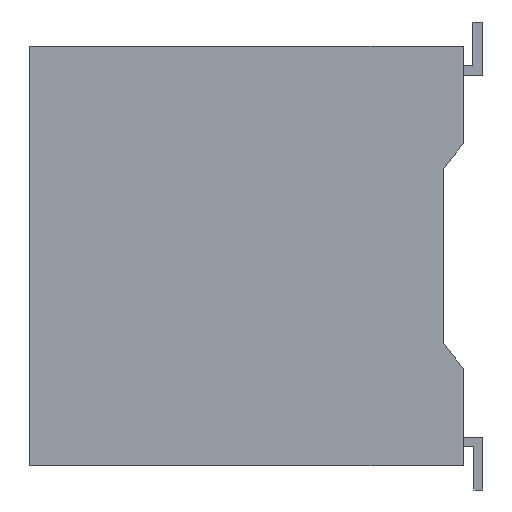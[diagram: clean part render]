
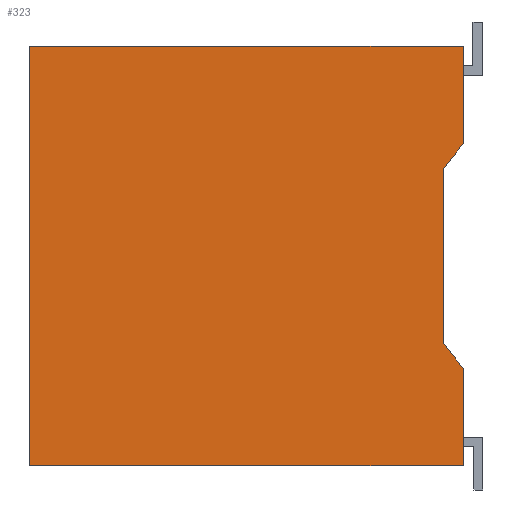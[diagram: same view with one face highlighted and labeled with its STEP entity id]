
A CAD part, left-side view. The second image highlights one B-rep face of the part: STEP entity #323.
In plain terms, the highlighted planar face has unit normal (-1, 0, 0).
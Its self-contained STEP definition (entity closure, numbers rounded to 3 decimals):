
#22 = ORIENTED_EDGE ( 'NONE', *, *, #2507, .T. ) ;
#323 = ADVANCED_FACE ( 'NONE', ( #1700 ), #1701, .T. ) ;
#426 = CARTESIAN_POINT ( 'NONE',  ( -2.38, 0.8, -5.95 ) ) ;
#530 = CARTESIAN_POINT ( 'NONE',  ( -2.38, 0.4, -6.45 ) ) ;
#540 = EDGE_CURVE ( 'NONE', #2582, #2496, #1840, .T. ) ;
#563 = LINE ( 'NONE', #564, #565 ) ;
#564 = CARTESIAN_POINT ( 'NONE',  ( -2.38, 0.4, 0.15 ) ) ;
#565 = VECTOR ( 'NONE', #566, 1000. ) ;
#566 = DIRECTION ( 'NONE',  ( 0., 1., 0. ) ) ;
#606 = CARTESIAN_POINT ( 'NONE',  ( -2.38, 0.8, -2.35 ) ) ;
#795 = CARTESIAN_POINT ( 'NONE',  ( -2.38, 0.4, -8.45 ) ) ;
#862 = LINE ( 'NONE', #863, #864 ) ;
#863 = CARTESIAN_POINT ( 'NONE',  ( -2.38, 0.4, 0.15 ) ) ;
#864 = VECTOR ( 'NONE', #865, 1000. ) ;
#865 = DIRECTION ( 'NONE',  ( 0., 0., 1. ) ) ;
#1130 = LINE ( 'NONE', #1131, #1132 ) ;
#1131 = CARTESIAN_POINT ( 'NONE',  ( -2.38, 0.4, -6.45 ) ) ;
#1132 = VECTOR ( 'NONE', #1133, 1000. ) ;
#1133 = DIRECTION ( 'NONE',  ( 0., 0.625, 0.781 ) ) ;
#1163 = EDGE_CURVE ( 'NONE', #1843, #2709, #2171, .T. ) ;
#1239 = CARTESIAN_POINT ( 'NONE',  ( -2.38, 9.3, -8.45 ) ) ;
#1548 = CARTESIAN_POINT ( 'NONE',  ( -2.38, 9.3, 0.15 ) ) ;
#1686 = CARTESIAN_POINT ( 'NONE',  ( -2.38, 0.4, -1.85 ) ) ;
#1694 = CARTESIAN_POINT ( 'NONE',  ( -2.38, 0.4, 0.15 ) ) ;
#1700 = FACE_OUTER_BOUND ( 'NONE', #1807, .T. ) ;
#1701 = PLANE ( 'NONE',  #1702 ) ;
#1702 = AXIS2_PLACEMENT_3D ( 'NONE', #1703, #1704, #1708 ) ;
#1703 = CARTESIAN_POINT ( 'NONE',  ( -2.38, 0.4, 0.15 ) ) ;
#1704 = DIRECTION ( 'NONE',  ( -1., 0., 0. ) ) ;
#1708 = DIRECTION ( 'NONE',  ( 0., 0., 1. ) ) ;
#1807 = EDGE_LOOP ( 'NONE', ( #2944, #2656, #22, #2608, #2850, #2798, #2864, #2699 ) ) ;
#1840 = LINE ( 'NONE', #1841, #1842 ) ;
#1841 = CARTESIAN_POINT ( 'NONE',  ( -2.38, 0.4, 0.15 ) ) ;
#1842 = VECTOR ( 'NONE', #1845, 1000. ) ;
#1843 = VERTEX_POINT ( 'NONE', #1239 ) ;
#1845 = DIRECTION ( 'NONE',  ( 0., 0., 1. ) ) ;
#2124 = LINE ( 'NONE', #2125, #2126 ) ;
#2125 = CARTESIAN_POINT ( 'NONE',  ( -2.38, 0.8, -2.35 ) ) ;
#2126 = VECTOR ( 'NONE', #2127, 1000. ) ;
#2127 = DIRECTION ( 'NONE',  ( 0., 0., 1. ) ) ;
#2171 = LINE ( 'NONE', #2172, #2173 ) ;
#2172 = CARTESIAN_POINT ( 'NONE',  ( -2.38, 9.3, 0.15 ) ) ;
#2173 = VECTOR ( 'NONE', #2174, 1000. ) ;
#2174 = DIRECTION ( 'NONE',  ( 0., 0., 1. ) ) ;
#2198 = LINE ( 'NONE', #2199, #2204 ) ;
#2199 = CARTESIAN_POINT ( 'NONE',  ( -2.38, 0.4, -8.45 ) ) ;
#2204 = VECTOR ( 'NONE', #2205, 1000. ) ;
#2205 = DIRECTION ( 'NONE',  ( 0., 1., 0. ) ) ;
#2343 = VERTEX_POINT ( 'NONE', #426 ) ;
#2368 = LINE ( 'NONE', #2369, #2370 ) ;
#2369 = CARTESIAN_POINT ( 'NONE',  ( -2.38, 0.4, -1.85 ) ) ;
#2370 = VECTOR ( 'NONE', #2371, 1000. ) ;
#2371 = DIRECTION ( 'NONE',  ( 0., -0.625, 0.781 ) ) ;
#2496 = VERTEX_POINT ( 'NONE', #530 ) ;
#2507 = EDGE_CURVE ( 'NONE', #2742, #2709, #563, .T. ) ;
#2513 = VERTEX_POINT ( 'NONE', #606 ) ;
#2582 = VERTEX_POINT ( 'NONE', #795 ) ;
#2598 = EDGE_CURVE ( 'NONE', #2737, #2742, #862, .T. ) ;
#2608 = ORIENTED_EDGE ( 'NONE', *, *, #1163, .F. ) ;
#2653 = EDGE_CURVE ( 'NONE', #2496, #2343, #1130, .T. ) ;
#2656 = ORIENTED_EDGE ( 'NONE', *, *, #2598, .T. ) ;
#2699 = ORIENTED_EDGE ( 'NONE', *, *, #2822, .T. ) ;
#2709 = VERTEX_POINT ( 'NONE', #1548 ) ;
#2737 = VERTEX_POINT ( 'NONE', #1686 ) ;
#2742 = VERTEX_POINT ( 'NONE', #1694 ) ;
#2798 = ORIENTED_EDGE ( 'NONE', *, *, #540, .T. ) ;
#2822 = EDGE_CURVE ( 'NONE', #2343, #2513, #2124, .T. ) ;
#2834 = EDGE_CURVE ( 'NONE', #2582, #1843, #2198, .T. ) ;
#2850 = ORIENTED_EDGE ( 'NONE', *, *, #2834, .F. ) ;
#2855 = EDGE_CURVE ( 'NONE', #2513, #2737, #2368, .T. ) ;
#2864 = ORIENTED_EDGE ( 'NONE', *, *, #2653, .T. ) ;
#2944 = ORIENTED_EDGE ( 'NONE', *, *, #2855, .T. ) ;
